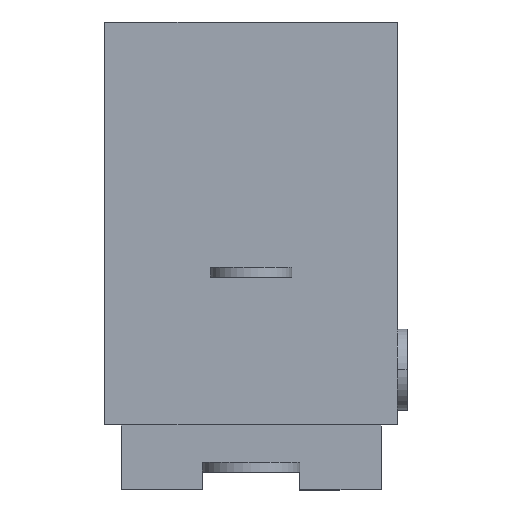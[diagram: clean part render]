
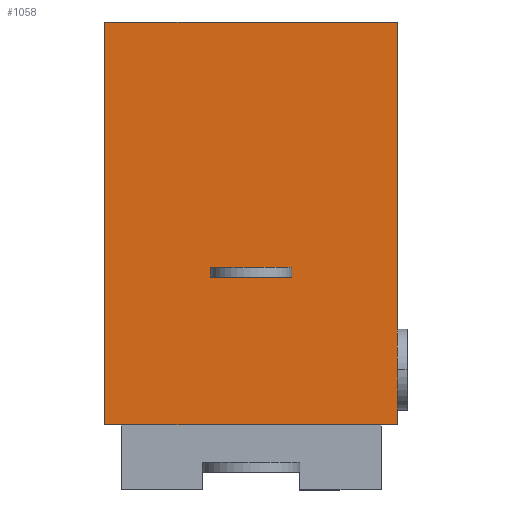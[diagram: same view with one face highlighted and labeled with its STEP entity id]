
A CAD part, front view. The second image highlights one B-rep face of the part: STEP entity #1058.
In plain terms, the highlighted planar face has unit normal (0, -1, 0).
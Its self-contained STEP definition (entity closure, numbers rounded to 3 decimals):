
#154 = DIRECTION ( 'NONE',  ( 1., 0., 0. ) ) ;
#261 = VERTEX_POINT ( 'NONE', #346 ) ;
#346 = CARTESIAN_POINT ( 'NONE',  ( -4.5, -6.5, -12.4 ) ) ;
#405 = CARTESIAN_POINT ( 'NONE',  ( -4.5, -6.5, 0. ) ) ;
#421 = VERTEX_POINT ( 'NONE', #2441 ) ;
#437 = CARTESIAN_POINT ( 'NONE',  ( 4.5, -6.5, -14.4 ) ) ;
#473 = PLANE ( 'NONE',  #1177 ) ;
#474 = LINE ( 'NONE', #847, #649 ) ;
#482 = DIRECTION ( 'NONE',  ( 0., -1., 0. ) ) ;
#512 = EDGE_CURVE ( 'NONE', #1624, #261, #1570, .T. ) ;
#649 = VECTOR ( 'NONE', #154, 1000. ) ;
#822 = ORIENTED_EDGE ( 'NONE', *, *, #2222, .F. ) ;
#847 = CARTESIAN_POINT ( 'NONE',  ( -4.5, -6.5, 0. ) ) ;
#875 = VECTOR ( 'NONE', #1150, 1000. ) ;
#895 = VERTEX_POINT ( 'NONE', #405 ) ;
#1052 = FACE_OUTER_BOUND ( 'NONE', #2391, .T. ) ;
#1058 = ADVANCED_FACE ( 'NONE', ( #1052 ), #473, .T. ) ;
#1150 = DIRECTION ( 'NONE',  ( 0., 0., 1. ) ) ;
#1177 = AXIS2_PLACEMENT_3D ( 'NONE', #1777, #482, #1976 ) ;
#1311 = CARTESIAN_POINT ( 'NONE',  ( -4.5, -6.5, -14.4 ) ) ;
#1320 = EDGE_CURVE ( 'NONE', #261, #895, #1449, .T. ) ;
#1449 = LINE ( 'NONE', #1311, #875 ) ;
#1535 = DIRECTION ( 'NONE',  ( -1., 0., 0. ) ) ;
#1560 = LINE ( 'NONE', #437, #1612 ) ;
#1570 = LINE ( 'NONE', #1912, #1890 ) ;
#1612 = VECTOR ( 'NONE', #1745, 1000. ) ;
#1624 = VERTEX_POINT ( 'NONE', #1805 ) ;
#1630 = EDGE_CURVE ( 'NONE', #895, #421, #474, .T. ) ;
#1745 = DIRECTION ( 'NONE',  ( 0., 0., -1. ) ) ;
#1777 = CARTESIAN_POINT ( 'NONE',  ( -4.5, -6.5, -14.4 ) ) ;
#1805 = CARTESIAN_POINT ( 'NONE',  ( 4.5, -6.5, -12.4 ) ) ;
#1890 = VECTOR ( 'NONE', #1535, 1000. ) ;
#1912 = CARTESIAN_POINT ( 'NONE',  ( 4., -6.5, -12.4 ) ) ;
#1976 = DIRECTION ( 'NONE',  ( 1., 0., 0. ) ) ;
#2073 = ORIENTED_EDGE ( 'NONE', *, *, #1320, .F. ) ;
#2077 = ORIENTED_EDGE ( 'NONE', *, *, #1630, .F. ) ;
#2222 = EDGE_CURVE ( 'NONE', #421, #1624, #1560, .T. ) ;
#2247 = ORIENTED_EDGE ( 'NONE', *, *, #512, .F. ) ;
#2391 = EDGE_LOOP ( 'NONE', ( #822, #2077, #2073, #2247 ) ) ;
#2441 = CARTESIAN_POINT ( 'NONE',  ( 4.5, -6.5, 0. ) ) ;
